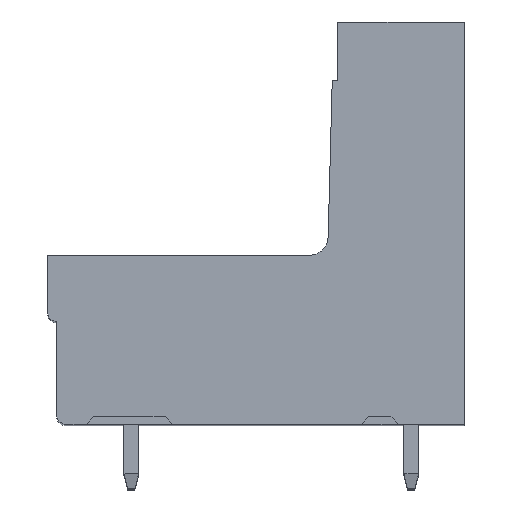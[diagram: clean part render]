
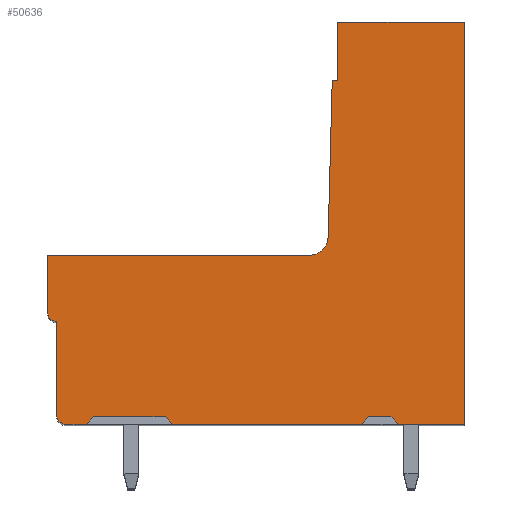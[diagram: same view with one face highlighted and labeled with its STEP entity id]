
A CAD part, top view. The second image highlights one B-rep face of the part: STEP entity #50636.
In plain terms, the highlighted planar face has unit normal (0, 0, 1).
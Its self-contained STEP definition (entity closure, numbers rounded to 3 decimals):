
#2117=DIRECTION('',(0.,-1.,0.));
#2118=VECTOR('',#2117,5.1);
#2119=CARTESIAN_POINT('',(-22.194,5.6,-77.913));
#2120=LINE('',#2119,#2118);
#7314=DIRECTION('',(-1.,0.,0.));
#7315=VECTOR('',#7314,0.3);
#7316=CARTESIAN_POINT('',(-6.894,18.7,-77.913));
#7317=LINE('',#7316,#7315);
#7322=DIRECTION('',(0.,-1.,0.));
#7323=VECTOR('',#7322,3.2);
#7324=CARTESIAN_POINT('',(-6.894,21.9,-77.913));
#7325=LINE('',#7324,#7323);
#12795=DIRECTION('',(0.,1.,0.));
#12796=VECTOR('',#12795,21.9);
#12797=CARTESIAN_POINT('',(0.006,0.,
-77.913));
#12798=LINE('',#12797,#12796);
#18027=DIRECTION('',(-1.,0.,0.));
#18028=VECTOR('',#18027,10.3);
#18029=CARTESIAN_POINT('',(-5.594,0.,
-77.913));
#18030=LINE('',#18029,#18028);
#18031=DIRECTION('',(-0.707,0.707,0.));
#18032=VECTOR('',#18031,0.566);
#18033=CARTESIAN_POINT('',(-15.894,0.,
-77.913));
#18034=LINE('',#18033,#18032);
#18035=DIRECTION('',(-1.,0.,0.));
#18036=VECTOR('',#18035,3.9);
#18037=CARTESIAN_POINT('',(-16.294,0.4,
-77.913));
#18038=LINE('',#18037,#18036);
#18039=DIRECTION('',(-1.,0.,0.));
#18040=VECTOR('',#18039,1.1);
#18041=CARTESIAN_POINT('',(-20.594,0.,
-77.913));
#18042=LINE('',#18041,#18040);
#18043=CARTESIAN_POINT('',(-21.694,0.5,-77.913));
#18044=DIRECTION('',(0.,0.,-1.));
#18045=DIRECTION('',(0.,-1.,0.));
#18046=AXIS2_PLACEMENT_3D('',#18043,#18044,#18045);
#18048=CARTESIAN_POINT('',(-22.194,6.1,-77.913));
#18049=DIRECTION('',(0.,0.,-1.));
#18050=DIRECTION('',(0.,-1.,0.));
#18051=AXIS2_PLACEMENT_3D('',#18048,#18049,#18050);
#18053=DIRECTION('',(0.,1.,0.));
#18054=VECTOR('',#18053,3.1);
#18055=CARTESIAN_POINT('',(-22.694,6.1,
-77.913));
#18056=LINE('',#18055,#18054);
#18057=DIRECTION('',(1.,0.,0.));
#18058=VECTOR('',#18057,14.277);
#18059=CARTESIAN_POINT('',(-22.694,9.2,-77.913));
#18060=LINE('',#18059,#18058);
#18061=CARTESIAN_POINT('',(-8.417,10.2,-77.913));
#18062=DIRECTION('',(0.,0.,1.));
#18063=DIRECTION('',(0.,-1.,0.));
#18064=AXIS2_PLACEMENT_3D('',#18061,#18062,#18063);
#18066=DIRECTION('',(0.026,1.,0.));
#18067=VECTOR('',#18066,8.529);
#18068=CARTESIAN_POINT('',(-7.417,10.174,
-77.913));
#18069=LINE('',#18068,#18067);
#18070=DIRECTION('',(1.,0.,0.));
#18071=VECTOR('',#18070,6.9);
#18072=CARTESIAN_POINT('',(-6.894,21.9,-77.913));
#18073=LINE('',#18072,#18071);
#18074=DIRECTION('',(-1.,0.,0.));
#18075=VECTOR('',#18074,3.6);
#18076=CARTESIAN_POINT('',(0.006,0.,
-77.913));
#18077=LINE('',#18076,#18075);
#18078=DIRECTION('',(-0.707,0.707,0.));
#18079=VECTOR('',#18078,0.566);
#18080=CARTESIAN_POINT('',(-3.594,0.,
-77.913));
#18081=LINE('',#18080,#18079);
#18082=DIRECTION('',(-0.707,-0.707,0.));
#18083=VECTOR('',#18082,0.566);
#18084=CARTESIAN_POINT('',(-5.194,0.4,
-77.913));
#18085=LINE('',#18084,#18083);
#18102=DIRECTION('',(-0.707,-0.707,0.));
#18103=VECTOR('',#18102,0.566);
#18104=CARTESIAN_POINT('',(-20.194,0.4,
-77.913));
#18105=LINE('',#18104,#18103);
#18138=DIRECTION('',(1.,0.,0.));
#18139=VECTOR('',#18138,1.2);
#18140=CARTESIAN_POINT('',(-5.194,0.4,
-77.913));
#18141=LINE('',#18140,#18139);
#18816=CARTESIAN_POINT('',(-5.594,0.,
-77.913));
#18818=VERTEX_POINT('',#18816);
#18822=CARTESIAN_POINT('',(-3.594,0.,
-77.913));
#18823=VERTEX_POINT('',#18822);
#18939=CARTESIAN_POINT('',(-16.294,0.4,
-77.913));
#18940=VERTEX_POINT('',#18939);
#18941=CARTESIAN_POINT('',(-7.417,10.174,
-77.913));
#18942=CARTESIAN_POINT('',(-7.194,18.7,-77.913));
#18943=VERTEX_POINT('',#18941);
#18944=VERTEX_POINT('',#18942);
#18945=CARTESIAN_POINT('',(-6.894,18.7,-77.913));
#18946=VERTEX_POINT('',#18945);
#18947=CARTESIAN_POINT('',(-6.894,21.9,-77.913));
#18948=VERTEX_POINT('',#18947);
#18949=CARTESIAN_POINT('',(-3.994,0.4,
-77.913));
#18950=VERTEX_POINT('',#18949);
#18951=CARTESIAN_POINT('',(-5.194,0.4,
-77.913));
#18952=VERTEX_POINT('',#18951);
#18957=CARTESIAN_POINT('',(-21.694,0.,-77.913));
#18958=CARTESIAN_POINT('',(-22.194,0.5,
-77.913));
#18959=VERTEX_POINT('',#18957);
#18960=VERTEX_POINT('',#18958);
#18961=CARTESIAN_POINT('',(-22.194,5.6,-77.913));
#18962=VERTEX_POINT('',#18961);
#18963=CARTESIAN_POINT('',(-22.694,6.1,
-77.913));
#18964=VERTEX_POINT('',#18963);
#18965=CARTESIAN_POINT('',(-22.694,9.2,-77.913));
#18966=VERTEX_POINT('',#18965);
#19215=CARTESIAN_POINT('',(0.006,0.,
-77.913));
#19216=CARTESIAN_POINT('',(0.006,21.9,-77.913));
#19217=VERTEX_POINT('',#19215);
#19218=VERTEX_POINT('',#19216);
#19219=CARTESIAN_POINT('',(-20.194,0.4,
-77.913));
#19220=CARTESIAN_POINT('',(-20.594,0.,
-77.913));
#19221=VERTEX_POINT('',#19219);
#19222=VERTEX_POINT('',#19220);
#19223=CARTESIAN_POINT('',(-15.894,0.,
-77.913));
#19224=VERTEX_POINT('',#19223);
#19225=CARTESIAN_POINT('',(-8.417,9.2,-77.913));
#19226=VERTEX_POINT('',#19225);
#50603=CARTESIAN_POINT('',(-21.694,0.5,
-77.913));
#50604=DIRECTION('',(0.,0.,-1.));
#50605=DIRECTION('',(-1.,0.,0.));
#50606=AXIS2_PLACEMENT_3D('',#50603,#50604,#50605);
#50607=PLANE('',#50606);
#50608=ORIENTED_EDGE('',*,*,#23946,.T.);
#50610=ORIENTED_EDGE('',*,*,#50609,.T.);
#50612=ORIENTED_EDGE('',*,*,#50611,.T.);
#50614=ORIENTED_EDGE('',*,*,#50613,.T.);
#50615=ORIENTED_EDGE('',*,*,#23938,.T.);
#50616=ORIENTED_EDGE('',*,*,#27396,.T.);
#50617=ORIENTED_EDGE('',*,*,#27411,.F.);
#50618=ORIENTED_EDGE('',*,*,#27426,.T.);
#50619=ORIENTED_EDGE('',*,*,#27441,.T.);
#50620=ORIENTED_EDGE('',*,*,#27456,.T.);
#50621=ORIENTED_EDGE('',*,*,#35349,.T.);
#50622=ORIENTED_EDGE('',*,*,#35364,.T.);
#50623=ORIENTED_EDGE('',*,*,#35379,.F.);
#50624=ORIENTED_EDGE('',*,*,#35394,.F.);
#50625=ORIENTED_EDGE('',*,*,#35409,.T.);
#50626=ORIENTED_EDGE('',*,*,#43009,.F.);
#50627=ORIENTED_EDGE('',*,*,#23954,.T.);
#50629=ORIENTED_EDGE('',*,*,#50628,.T.);
#50631=ORIENTED_EDGE('',*,*,#50630,.F.);
#50633=ORIENTED_EDGE('',*,*,#50632,.T.);
#50634=EDGE_LOOP('',(#50608,#50610,#50612,#50614,#50615,#50616,#50617,#50618,
#50619,#50620,#50621,#50622,#50623,#50624,#50625,#50626,#50627,#50629,#50631,
#50633));
#50635=FACE_OUTER_BOUND('',#50634,.F.);
#50636=ADVANCED_FACE('',(#50635),#50607,.F.);
#18047=CIRCLE('',#18046,0.5);
#18052=CIRCLE('',#18051,0.5);
#18065=CIRCLE('',#18064,1.);
#23938=EDGE_CURVE('',#19222,#18959,#18042,.T.);
#23946=EDGE_CURVE('',#18818,#19224,#18030,.T.);
#23954=EDGE_CURVE('',#19217,#18823,#18077,.T.);
#27396=EDGE_CURVE('',#18959,#18960,#18047,.T.);
#27411=EDGE_CURVE('',#18962,#18960,#2120,.T.);
#27426=EDGE_CURVE('',#18962,#18964,#18052,.T.);
#27441=EDGE_CURVE('',#18964,#18966,#18056,.T.);
#27456=EDGE_CURVE('',#18966,#19226,#18060,.T.);
#35349=EDGE_CURVE('',#19226,#18943,#18065,.T.);
#35364=EDGE_CURVE('',#18943,#18944,#18069,.T.);
#35379=EDGE_CURVE('',#18946,#18944,#7317,.T.);
#35394=EDGE_CURVE('',#18948,#18946,#7325,.T.);
#35409=EDGE_CURVE('',#18948,#19218,#18073,.T.);
#43009=EDGE_CURVE('',#19217,#19218,#12798,.T.);
#50609=EDGE_CURVE('',#19224,#18940,#18034,.T.);
#50611=EDGE_CURVE('',#18940,#19221,#18038,.T.);
#50613=EDGE_CURVE('',#19221,#19222,#18105,.T.);
#50628=EDGE_CURVE('',#18823,#18950,#18081,.T.);
#50630=EDGE_CURVE('',#18952,#18950,#18141,.T.);
#50632=EDGE_CURVE('',#18952,#18818,#18085,.T.);
